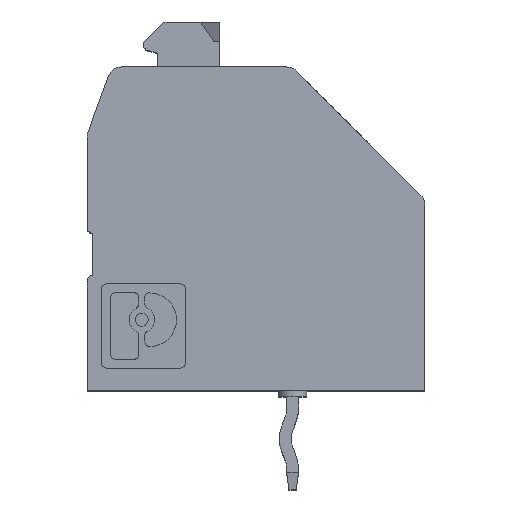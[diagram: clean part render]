
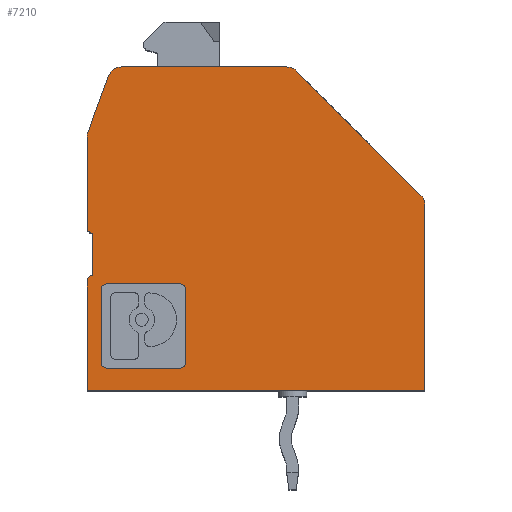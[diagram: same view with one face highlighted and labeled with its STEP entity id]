
A CAD part, top view. The second image highlights one B-rep face of the part: STEP entity #7210.
In plain terms, the highlighted planar face has unit normal (0, 0, 1).
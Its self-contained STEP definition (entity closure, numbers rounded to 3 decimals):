
#19=FACE_BOUND('',#880,.T.);
#211=PLANE('',#7691);
#499=FACE_OUTER_BOUND('',#879,.T.);
#879=EDGE_LOOP('',(#5025,#5026,#5027,#5028,#5029,#5030,#5031,#5032,#5033,
#5034,#5035,#5036,#5037,#5038));
#880=EDGE_LOOP('',(#5039,#5040,#5041,#5042,#5043,#5044,#5045,#5046));
#1226=CIRCLE('',#7611,0.2);
#1248=CIRCLE('',#7673,0.5);
#1250=CIRCLE('',#7676,0.5);
#1253=CIRCLE('',#7692,0.5);
#1254=CIRCLE('',#7693,0.5);
#1255=CIRCLE('',#7694,0.2);
#1256=CIRCLE('',#7695,0.211);
#1257=CIRCLE('',#7696,0.211);
#1258=CIRCLE('',#7697,0.211);
#1259=CIRCLE('',#7698,0.211);
#1607=LINE('',#11443,#2355);
#1631=LINE('',#11549,#2379);
#1632=LINE('',#11552,#2380);
#1633=LINE('',#11554,#2381);
#1634=LINE('',#11557,#2382);
#1635=LINE('',#11559,#2383);
#1636=LINE('',#11562,#2384);
#1637=LINE('',#11563,#2385);
#1638=LINE('',#11568,#2386);
#1639=LINE('',#11572,#2387);
#1640=LINE('',#11576,#2388);
#1641=LINE('',#11579,#2389);
#2355=VECTOR('',#8700,1.);
#2379=VECTOR('',#8746,1.);
#2380=VECTOR('',#8749,1.);
#2381=VECTOR('',#8750,1.);
#2382=VECTOR('',#8753,1.);
#2383=VECTOR('',#8754,1.);
#2384=VECTOR('',#8757,1.);
#2385=VECTOR('',#8758,1.);
#2386=VECTOR('',#8761,1.);
#2387=VECTOR('',#8764,1.);
#2388=VECTOR('',#8767,1.);
#2389=VECTOR('',#8770,1.);
#3053=VERTEX_POINT('',#10983);
#3055=VERTEX_POINT('',#10987);
#3143=VERTEX_POINT('',#11418);
#3144=VERTEX_POINT('',#11420);
#3146=VERTEX_POINT('',#11425);
#3148=VERTEX_POINT('',#11429);
#3151=VERTEX_POINT('',#11441);
#3152=VERTEX_POINT('',#11442);
#3171=VERTEX_POINT('',#11548);
#3172=VERTEX_POINT('',#11550);
#3173=VERTEX_POINT('',#11553);
#3174=VERTEX_POINT('',#11555);
#3175=VERTEX_POINT('',#11558);
#3176=VERTEX_POINT('',#11560);
#3177=VERTEX_POINT('',#11564);
#3178=VERTEX_POINT('',#11565);
#3179=VERTEX_POINT('',#11567);
#3180=VERTEX_POINT('',#11569);
#3181=VERTEX_POINT('',#11571);
#3182=VERTEX_POINT('',#11573);
#3183=VERTEX_POINT('',#11575);
#3184=VERTEX_POINT('',#11577);
#3748=EDGE_CURVE('',#3053,#3055,#1226,.T.);
#3868=EDGE_CURVE('',#3143,#3144,#1248,.T.);
#3873=EDGE_CURVE('',#3146,#3148,#1250,.T.);
#3878=EDGE_CURVE('',#3151,#3152,#1607,.T.);
#3907=EDGE_CURVE('',#3171,#3151,#1631,.T.);
#3908=EDGE_CURVE('',#3171,#3172,#1253,.T.);
#3909=EDGE_CURVE('',#3144,#3172,#1632,.T.);
#3910=EDGE_CURVE('',#3173,#3143,#1633,.T.);
#3911=EDGE_CURVE('',#3173,#3174,#1254,.T.);
#3912=EDGE_CURVE('',#3146,#3174,#1634,.T.);
#3913=EDGE_CURVE('',#3175,#3148,#1635,.T.);
#3914=EDGE_CURVE('',#3176,#3175,#1255,.T.);
#3915=EDGE_CURVE('',#3053,#3176,#1636,.T.);
#3916=EDGE_CURVE('',#3152,#3055,#1637,.T.);
#3917=EDGE_CURVE('',#3177,#3178,#1256,.T.);
#3918=EDGE_CURVE('',#3179,#3177,#1638,.T.);
#3919=EDGE_CURVE('',#3180,#3179,#1257,.T.);
#3920=EDGE_CURVE('',#3181,#3180,#1639,.T.);
#3921=EDGE_CURVE('',#3182,#3181,#1258,.T.);
#3922=EDGE_CURVE('',#3183,#3182,#1640,.T.);
#3923=EDGE_CURVE('',#3184,#3183,#1259,.T.);
#3924=EDGE_CURVE('',#3178,#3184,#1641,.T.);
#5025=ORIENTED_EDGE('',*,*,#3878,.F.);
#5026=ORIENTED_EDGE('',*,*,#3907,.F.);
#5027=ORIENTED_EDGE('',*,*,#3908,.T.);
#5028=ORIENTED_EDGE('',*,*,#3909,.F.);
#5029=ORIENTED_EDGE('',*,*,#3868,.F.);
#5030=ORIENTED_EDGE('',*,*,#3910,.F.);
#5031=ORIENTED_EDGE('',*,*,#3911,.T.);
#5032=ORIENTED_EDGE('',*,*,#3912,.F.);
#5033=ORIENTED_EDGE('',*,*,#3873,.T.);
#5034=ORIENTED_EDGE('',*,*,#3913,.F.);
#5035=ORIENTED_EDGE('',*,*,#3914,.F.);
#5036=ORIENTED_EDGE('',*,*,#3915,.F.);
#5037=ORIENTED_EDGE('',*,*,#3748,.T.);
#5038=ORIENTED_EDGE('',*,*,#3916,.F.);
#5039=ORIENTED_EDGE('',*,*,#3917,.F.);
#5040=ORIENTED_EDGE('',*,*,#3918,.F.);
#5041=ORIENTED_EDGE('',*,*,#3919,.F.);
#5042=ORIENTED_EDGE('',*,*,#3920,.F.);
#5043=ORIENTED_EDGE('',*,*,#3921,.F.);
#5044=ORIENTED_EDGE('',*,*,#3922,.F.);
#5045=ORIENTED_EDGE('',*,*,#3923,.F.);
#5046=ORIENTED_EDGE('',*,*,#3924,.F.);
#7210=ADVANCED_FACE('',(#499,#19),#211,.T.);
#7611=AXIS2_PLACEMENT_3D('',#10989,#8469,#8470);
#7673=AXIS2_PLACEMENT_3D('',#11421,#8678,#8679);
#7676=AXIS2_PLACEMENT_3D('',#11431,#8687,#8688);
#7691=AXIS2_PLACEMENT_3D('',#11547,#8744,#8745);
#7692=AXIS2_PLACEMENT_3D('',#11551,#8747,#8748);
#7693=AXIS2_PLACEMENT_3D('',#11556,#8751,#8752);
#7694=AXIS2_PLACEMENT_3D('',#11561,#8755,#8756);
#7695=AXIS2_PLACEMENT_3D('',#11566,#8759,#8760);
#7696=AXIS2_PLACEMENT_3D('',#11570,#8762,#8763);
#7697=AXIS2_PLACEMENT_3D('',#11574,#8765,#8766);
#7698=AXIS2_PLACEMENT_3D('',#11578,#8768,#8769);
#8469=DIRECTION('center_axis',(0.,0.,1.));
#8470=DIRECTION('ref_axis',(1.,0.,0.));
#8678=DIRECTION('center_axis',(0.,0.,-1.));
#8679=DIRECTION('ref_axis',(-1.,0.,0.));
#8687=DIRECTION('center_axis',(0.,0.,1.));
#8688=DIRECTION('ref_axis',(1.,0.,0.));
#8700=DIRECTION('',(-1.,0.,0.));
#8744=DIRECTION('center_axis',(0.,0.,1.));
#8745=DIRECTION('ref_axis',(1.,0.,0.));
#8746=DIRECTION('',(0.,-1.,0.));
#8747=DIRECTION('center_axis',(0.,0.,1.));
#8748=DIRECTION('ref_axis',(1.,0.,0.));
#8749=DIRECTION('',(0.707,-0.707,0.));
#8750=DIRECTION('',(1.,0.,0.));
#8751=DIRECTION('center_axis',(0.,0.,1.));
#8752=DIRECTION('ref_axis',(1.,0.,0.));
#8753=DIRECTION('',(0.342,0.94,0.));
#8754=DIRECTION('',(0.,1.,0.));
#8755=DIRECTION('center_axis',(0.,0.,-1.));
#8756=DIRECTION('ref_axis',(-1.,0.,0.));
#8757=DIRECTION('',(0.,1.,0.));
#8758=DIRECTION('',(0.,1.,0.));
#8759=DIRECTION('center_axis',(0.,0.,1.));
#8760=DIRECTION('ref_axis',(1.,0.,0.));
#8761=DIRECTION('',(0.,-1.,0.));
#8762=DIRECTION('center_axis',(0.,0.,1.));
#8763=DIRECTION('ref_axis',(1.,0.,0.));
#8764=DIRECTION('',(-1.,0.,0.));
#8765=DIRECTION('center_axis',(0.,0.,1.));
#8766=DIRECTION('ref_axis',(1.,0.,0.));
#8767=DIRECTION('',(0.,1.,0.));
#8768=DIRECTION('center_axis',(0.,0.,1.));
#8769=DIRECTION('ref_axis',(1.,0.,0.));
#8770=DIRECTION('',(1.,0.,0.));
#10983=CARTESIAN_POINT('',(0.2,4.1,6.43));
#10987=CARTESIAN_POINT('',(0.,3.9,6.43));
#10989=CARTESIAN_POINT('Origin',(0.2,3.9,6.43));
#11418=CARTESIAN_POINT('',(7.093,11.5,6.43));
#11420=CARTESIAN_POINT('',(7.446,11.354,6.43));
#11421=CARTESIAN_POINT('Origin',(7.093,11.,6.43));
#11425=CARTESIAN_POINT('',(0.03,9.183,6.43));
#11429=CARTESIAN_POINT('',(0.,9.012,6.43));
#11431=CARTESIAN_POINT('Origin',(0.5,9.012,6.43));
#11441=CARTESIAN_POINT('',(12.,0.,6.43));
#11442=CARTESIAN_POINT('',(0.,0.,6.43));
#11443=CARTESIAN_POINT('',(0.,0.,6.43));
#11547=CARTESIAN_POINT('Origin',(11.439,0.,6.43));
#11548=CARTESIAN_POINT('',(12.,6.593,6.43));
#11549=CARTESIAN_POINT('',(12.,0.,6.43));
#11550=CARTESIAN_POINT('',(11.854,6.946,6.43));
#11551=CARTESIAN_POINT('Origin',(11.5,6.593,6.43));
#11552=CARTESIAN_POINT('',(0.,18.8,6.43));
#11553=CARTESIAN_POINT('',(1.224,11.5,6.43));
#11554=CARTESIAN_POINT('',(0.,11.5,6.43));
#11555=CARTESIAN_POINT('',(0.754,11.171,6.43));
#11556=CARTESIAN_POINT('Origin',(1.224,11.,6.43));
#11557=CARTESIAN_POINT('',(-3.312,0.,6.43));
#11558=CARTESIAN_POINT('',(0.,5.8,6.43));
#11559=CARTESIAN_POINT('',(0.,0.,6.43));
#11560=CARTESIAN_POINT('',(0.2,5.6,6.43));
#11561=CARTESIAN_POINT('Origin',(0.2,5.8,6.43));
#11562=CARTESIAN_POINT('',(0.2,0.,6.43));
#11563=CARTESIAN_POINT('',(0.,0.,6.43));
#11564=CARTESIAN_POINT('',(0.5,1.011,6.43));
#11565=CARTESIAN_POINT('',(0.711,0.8,6.43));
#11566=CARTESIAN_POINT('Origin',(0.711,1.011,6.43));
#11567=CARTESIAN_POINT('',(0.5,3.589,6.43));
#11568=CARTESIAN_POINT('',(0.5,0.,6.43));
#11569=CARTESIAN_POINT('',(0.711,3.8,6.43));
#11570=CARTESIAN_POINT('Origin',(0.711,3.589,6.43));
#11571=CARTESIAN_POINT('',(3.289,3.8,6.43));
#11572=CARTESIAN_POINT('',(0.,3.8,6.43));
#11573=CARTESIAN_POINT('',(3.5,3.589,6.43));
#11574=CARTESIAN_POINT('Origin',(3.289,3.589,6.43));
#11575=CARTESIAN_POINT('',(3.5,1.011,6.43));
#11576=CARTESIAN_POINT('',(3.5,0.,6.43));
#11577=CARTESIAN_POINT('',(3.289,0.8,6.43));
#11578=CARTESIAN_POINT('Origin',(3.289,1.011,6.43));
#11579=CARTESIAN_POINT('',(0.,0.8,6.43));
